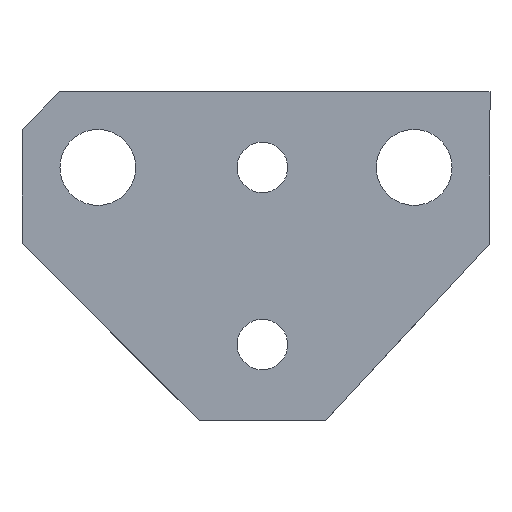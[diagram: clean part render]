
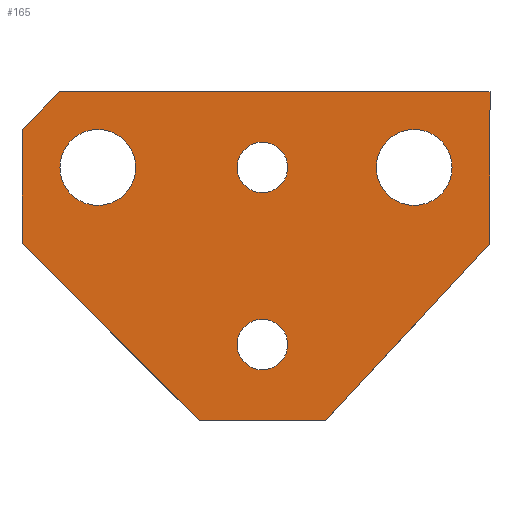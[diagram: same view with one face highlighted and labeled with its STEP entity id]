
A CAD part, left-side view. The second image highlights one B-rep face of the part: STEP entity #165.
In plain terms, the highlighted planar face has unit normal (-1, 0, 0).
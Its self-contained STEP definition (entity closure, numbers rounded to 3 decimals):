
#7 = EDGE_CURVE ( 'NONE', #503, #533, #138, .T. ) ;
#10 = EDGE_CURVE ( 'NONE', #799, #802, #717, .T. ) ;
#14 = EDGE_CURVE ( 'NONE', #810, #802, #692, .T. ) ;
#36 = AXIS2_PLACEMENT_3D ( 'NONE', #514, #511, #510 ) ;
#40 = CIRCLE ( 'NONE', #36, 2. ) ;
#53 = AXIS2_PLACEMENT_3D ( 'NONE', #616, #611, #610 ) ;
#71 = AXIS2_PLACEMENT_3D ( 'NONE', #253, #249, #248 ) ;
#73 = CIRCLE ( 'NONE', #71, 3. ) ;
#81 = VECTOR ( 'NONE', #269, 1000. ) ;
#82 = AXIS2_PLACEMENT_3D ( 'NONE', #300, #299, #298 ) ;
#83 = VECTOR ( 'NONE', #273, 1000. ) ;
#84 = CIRCLE ( 'NONE', #82, 3. ) ;
#87 = VECTOR ( 'NONE', #310, 1000. ) ;
#92 = AXIS2_PLACEMENT_3D ( 'NONE', #334, #333, #332 ) ;
#96 = VECTOR ( 'NONE', #341, 1000. ) ;
#102 = CIRCLE ( 'NONE', #92, 2. ) ;
#111 = AXIS2_PLACEMENT_3D ( 'NONE', #398, #397, #396 ) ;
#116 = CIRCLE ( 'NONE', #111, 2. ) ;
#117 = AXIS2_PLACEMENT_3D ( 'NONE', #409, #408, #407 ) ;
#119 = CIRCLE ( 'NONE', #117, 3. ) ;
#124 = AXIS2_PLACEMENT_3D ( 'NONE', #421, #420, #419 ) ;
#125 = CIRCLE ( 'NONE', #124, 3. ) ;
#132 = VECTOR ( 'NONE', #689, 1000. ) ;
#134 = VECTOR ( 'NONE', #686, 1000. ) ;
#138 = CIRCLE ( 'NONE', #142, 2. ) ;
#142 = AXIS2_PLACEMENT_3D ( 'NONE', #720, #719, #718 ) ;
#144 = VECTOR ( 'NONE', #708, 1000. ) ;
#152 = EDGE_CURVE ( 'NONE', #807, #810, #702, .T. ) ;
#165 = ADVANCED_FACE ( 'NONE', ( #618, #622, #615, #612, #619 ), #624, .T. ) ;
#182 = EDGE_CURVE ( 'NONE', #533, #503, #40, .T. ) ;
#248 = DIRECTION ( 'NONE',  ( 0., 0., -1. ) ) ;
#249 = DIRECTION ( 'NONE',  ( 1., 0., 0. ) ) ;
#253 = CARTESIAN_POINT ( 'NONE',  ( -119.6, 9., 127. ) ) ;
#269 = DIRECTION ( 'NONE',  ( 0., -0.707, -0.707 ) ) ;
#270 = CARTESIAN_POINT ( 'NONE',  ( -119.6, -135.084, -54.084 ) ) ;
#273 = DIRECTION ( 'NONE',  ( 0., -0.68, 0.733 ) ) ;
#274 = CARTESIAN_POINT ( 'NONE',  ( -119.6, 176.464, -65.808 ) ) ;
#275 = LINE ( 'NONE', #274, #83 ) ;
#278 = LINE ( 'NONE', #270, #81 ) ;
#281 = ORIENTED_EDGE ( 'NONE', *, *, #7, .T. ) ;
#282 = ORIENTED_EDGE ( 'NONE', *, *, #182, .T. ) ;
#284 = ORIENTED_EDGE ( 'NONE', *, *, #881, .T. ) ;
#286 = ORIENTED_EDGE ( 'NONE', *, *, #828, .T. ) ;
#289 = ORIENTED_EDGE ( 'NONE', *, *, #851, .T. ) ;
#290 = ORIENTED_EDGE ( 'NONE', *, *, #836, .T. ) ;
#294 = ORIENTED_EDGE ( 'NONE', *, *, #870, .T. ) ;
#298 = DIRECTION ( 'NONE',  ( 0., 0., -1. ) ) ;
#299 = DIRECTION ( 'NONE',  ( 1., 0., 0. ) ) ;
#300 = CARTESIAN_POINT ( 'NONE',  ( -119.6, 34., 127. ) ) ;
#301 = ORIENTED_EDGE ( 'NONE', *, *, #832, .T. ) ;
#304 = ORIENTED_EDGE ( 'NONE', *, *, #868, .T. ) ;
#307 = ORIENTED_EDGE ( 'NONE', *, *, #876, .T. ) ;
#309 = ORIENTED_EDGE ( 'NONE', *, *, #849, .T. ) ;
#310 = DIRECTION ( 'NONE',  ( 0., 0., -1. ) ) ;
#318 = ORIENTED_EDGE ( 'NONE', *, *, #10, .F. ) ;
#320 = ORIENTED_EDGE ( 'NONE', *, *, #152, .T. ) ;
#321 = ORIENTED_EDGE ( 'NONE', *, *, #14, .T. ) ;
#329 = ORIENTED_EDGE ( 'NONE', *, *, #874, .T. ) ;
#330 = CARTESIAN_POINT ( 'NONE',  ( -119.6, 40., -210.167 ) ) ;
#331 = LINE ( 'NONE', #330, #87 ) ;
#332 = DIRECTION ( 'NONE',  ( 0., 0., -1. ) ) ;
#333 = DIRECTION ( 'NONE',  ( 1., 0., 0. ) ) ;
#334 = CARTESIAN_POINT ( 'NONE',  ( -119.6, 21., 113. ) ) ;
#341 = DIRECTION ( 'NONE',  ( 0., -1., 0. ) ) ;
#342 = CARTESIAN_POINT ( 'NONE',  ( -119.6, 21., 107. ) ) ;
#347 = LINE ( 'NONE', #342, #96 ) ;
#396 = DIRECTION ( 'NONE',  ( 0., 0., -1. ) ) ;
#397 = DIRECTION ( 'NONE',  ( 1., 0., 0. ) ) ;
#398 = CARTESIAN_POINT ( 'NONE',  ( -119.6, 21., 113. ) ) ;
#407 = DIRECTION ( 'NONE',  ( 0., 0., -1. ) ) ;
#408 = DIRECTION ( 'NONE',  ( 1., 0., 0. ) ) ;
#409 = CARTESIAN_POINT ( 'NONE',  ( -119.6, 34., 127. ) ) ;
#419 = DIRECTION ( 'NONE',  ( 0., 0., -1. ) ) ;
#420 = DIRECTION ( 'NONE',  ( 1., 0., 0. ) ) ;
#421 = CARTESIAN_POINT ( 'NONE',  ( -119.6, 9., 127. ) ) ;
#429 = CARTESIAN_POINT ( 'NONE',  ( -119.6, 21., 115. ) ) ;
#437 = CARTESIAN_POINT ( 'NONE',  ( -119.6, 16., 107. ) ) ;
#442 = CARTESIAN_POINT ( 'NONE',  ( -119.6, 3., 133. ) ) ;
#445 = CARTESIAN_POINT ( 'NONE',  ( -119.6, 3., 121. ) ) ;
#448 = CARTESIAN_POINT ( 'NONE',  ( -119.6, 37., 133. ) ) ;
#452 = CARTESIAN_POINT ( 'NONE',  ( -119.6, 40., 130. ) ) ;
#463 = CARTESIAN_POINT ( 'NONE',  ( -119.6, 26., 107. ) ) ;
#464 = CARTESIAN_POINT ( 'NONE',  ( -119.6, 40., 121. ) ) ;
#467 = CARTESIAN_POINT ( 'NONE',  ( -119.6, 34., 124. ) ) ;
#469 = CARTESIAN_POINT ( 'NONE',  ( -119.6, 21., 125. ) ) ;
#472 = CARTESIAN_POINT ( 'NONE',  ( -119.6, 34., 130. ) ) ;
#478 = CARTESIAN_POINT ( 'NONE',  ( -119.6, 9., 130. ) ) ;
#480 = CARTESIAN_POINT ( 'NONE',  ( -119.6, 21., 111. ) ) ;
#486 = CARTESIAN_POINT ( 'NONE',  ( -119.6, 9., 124. ) ) ;
#498 = CARTESIAN_POINT ( 'NONE',  ( -119.6, 21., 129. ) ) ;
#502 = VERTEX_POINT ( 'NONE', #480 ) ;
#503 = VERTEX_POINT ( 'NONE', #498 ) ;
#510 = DIRECTION ( 'NONE',  ( 0., 0., -1. ) ) ;
#511 = DIRECTION ( 'NONE',  ( 1., 0., 0. ) ) ;
#514 = CARTESIAN_POINT ( 'NONE',  ( -119.6, 21., 127. ) ) ;
#515 = VERTEX_POINT ( 'NONE', #478 ) ;
#517 = VERTEX_POINT ( 'NONE', #486 ) ;
#528 = VERTEX_POINT ( 'NONE', #472 ) ;
#533 = VERTEX_POINT ( 'NONE', #469 ) ;
#537 = VERTEX_POINT ( 'NONE', #467 ) ;
#557 = VERTEX_POINT ( 'NONE', #463 ) ;
#610 = DIRECTION ( 'NONE',  ( 0., 0., -1. ) ) ;
#611 = DIRECTION ( 'NONE',  ( -1., 0., 0. ) ) ;
#612 = FACE_BOUND ( 'NONE', #786, .T. ) ;
#615 = FACE_BOUND ( 'NONE', #784, .T. ) ;
#616 = CARTESIAN_POINT ( 'NONE',  ( -119.6, 21., -210.167 ) ) ;
#618 = FACE_BOUND ( 'NONE', #781, .T. ) ;
#619 = FACE_OUTER_BOUND ( 'NONE', #787, .T. ) ;
#622 = FACE_BOUND ( 'NONE', #783, .T. ) ;
#624 = PLANE ( 'NONE',  #53 ) ;
#686 = DIRECTION ( 'NONE',  ( 0., 0., 1. ) ) ;
#689 = DIRECTION ( 'NONE',  ( 0., 1., 0. ) ) ;
#690 = CARTESIAN_POINT ( 'NONE',  ( -119.6, 21., 133. ) ) ;
#692 = LINE ( 'NONE', #690, #132 ) ;
#699 = CARTESIAN_POINT ( 'NONE',  ( -119.6, 3., -210.167 ) ) ;
#702 = LINE ( 'NONE', #699, #134 ) ;
#708 = DIRECTION ( 'NONE',  ( 0., -0.707, 0.707 ) ) ;
#709 = CARTESIAN_POINT ( 'NONE',  ( -119.6, 200.584, -30.584 ) ) ;
#717 = LINE ( 'NONE', #709, #144 ) ;
#718 = DIRECTION ( 'NONE',  ( 0., 0., -1. ) ) ;
#719 = DIRECTION ( 'NONE',  ( 1., 0., 0. ) ) ;
#720 = CARTESIAN_POINT ( 'NONE',  ( -119.6, 21., 127. ) ) ;
#781 = EDGE_LOOP ( 'NONE', ( #281, #282 ) ) ;
#783 = EDGE_LOOP ( 'NONE', ( #284, #286 ) ) ;
#784 = EDGE_LOOP ( 'NONE', ( #289, #290 ) ) ;
#786 = EDGE_LOOP ( 'NONE', ( #294, #301 ) ) ;
#787 = EDGE_LOOP ( 'NONE', ( #304, #307, #309, #329, #320, #321, #318 ) ) ;
#799 = VERTEX_POINT ( 'NONE', #452 ) ;
#802 = VERTEX_POINT ( 'NONE', #448 ) ;
#804 = VERTEX_POINT ( 'NONE', #464 ) ;
#807 = VERTEX_POINT ( 'NONE', #445 ) ;
#810 = VERTEX_POINT ( 'NONE', #442 ) ;
#818 = VERTEX_POINT ( 'NONE', #437 ) ;
#823 = VERTEX_POINT ( 'NONE', #429 ) ;
#828 = EDGE_CURVE ( 'NONE', #517, #515, #125, .T. ) ;
#832 = EDGE_CURVE ( 'NONE', #537, #528, #119, .T. ) ;
#836 = EDGE_CURVE ( 'NONE', #502, #823, #116, .T. ) ;
#849 = EDGE_CURVE ( 'NONE', #557, #818, #347, .T. ) ;
#851 = EDGE_CURVE ( 'NONE', #823, #502, #102, .T. ) ;
#868 = EDGE_CURVE ( 'NONE', #799, #804, #331, .T. ) ;
#870 = EDGE_CURVE ( 'NONE', #528, #537, #84, .T. ) ;
#874 = EDGE_CURVE ( 'NONE', #818, #807, #275, .T. ) ;
#876 = EDGE_CURVE ( 'NONE', #804, #557, #278, .T. ) ;
#881 = EDGE_CURVE ( 'NONE', #515, #517, #73, .T. ) ;
